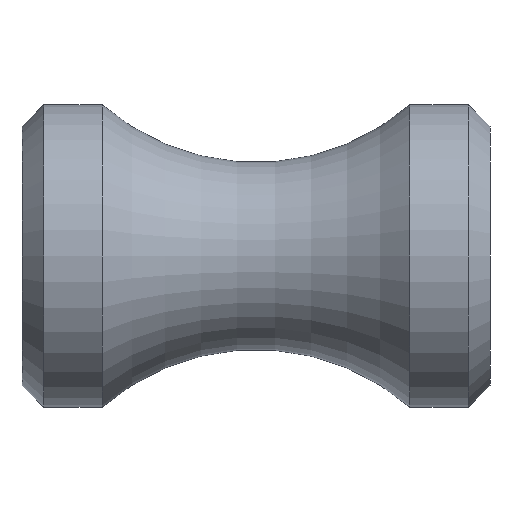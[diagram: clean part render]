
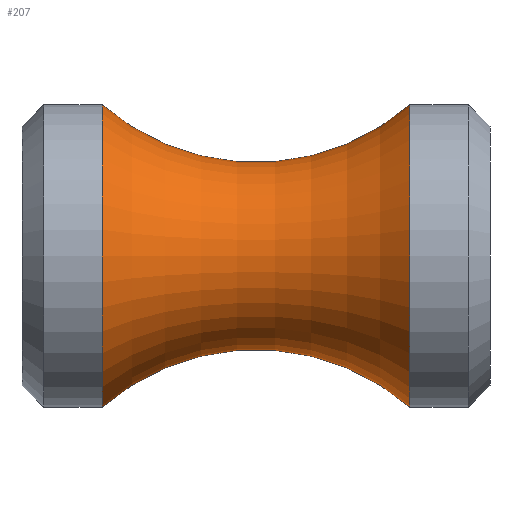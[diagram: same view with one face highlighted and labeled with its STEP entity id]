
A CAD part, left-side view. The second image highlights one B-rep face of the part: STEP entity #207.
In plain terms, the highlighted toroidal (fillet/blend) face has major radius 45.5 mm and minor radius 32.5 mm.
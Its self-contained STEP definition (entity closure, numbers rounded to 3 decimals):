
#15=TOROIDAL_SURFACE('',#260,45.5,32.5);
#42=FACE_OUTER_BOUND('',#60,.T.);
#60=EDGE_LOOP('',(#184,#185,#186,#187,#188,#189));
#88=CIRCLE('',#248,21.);
#89=CIRCLE('',#249,21.);
#91=CIRCLE('',#253,21.);
#92=CIRCLE('',#254,21.);
#95=CIRCLE('',#261,32.5);
#105=VERTEX_POINT('',#367);
#106=VERTEX_POINT('',#368);
#108=VERTEX_POINT('',#377);
#109=VERTEX_POINT('',#379);
#126=EDGE_CURVE('',#105,#106,#88,.T.);
#128=EDGE_CURVE('',#106,#105,#89,.T.);
#132=EDGE_CURVE('',#109,#108,#91,.T.);
#133=EDGE_CURVE('',#108,#109,#92,.T.);
#137=EDGE_CURVE('',#106,#109,#95,.T.);
#184=ORIENTED_EDGE('',*,*,#126,.T.);
#185=ORIENTED_EDGE('',*,*,#137,.T.);
#186=ORIENTED_EDGE('',*,*,#132,.T.);
#187=ORIENTED_EDGE('',*,*,#133,.T.);
#188=ORIENTED_EDGE('',*,*,#137,.F.);
#189=ORIENTED_EDGE('',*,*,#128,.T.);
#207=ADVANCED_FACE('',(#42),#15,.F.);
#248=AXIS2_PLACEMENT_3D('',#369,#303,#304);
#249=AXIS2_PLACEMENT_3D('',#371,#306,#307);
#253=AXIS2_PLACEMENT_3D('',#380,#316,#317);
#254=AXIS2_PLACEMENT_3D('',#381,#318,#319);
#260=AXIS2_PLACEMENT_3D('',#390,#331,#332);
#261=AXIS2_PLACEMENT_3D('',#391,#333,#334);
#303=DIRECTION('center_axis',(0.,-1.,0.));
#304=DIRECTION('ref_axis',(-1.,0.,0.));
#306=DIRECTION('center_axis',(0.,-1.,0.));
#307=DIRECTION('ref_axis',(-1.,0.,0.));
#316=DIRECTION('center_axis',(0.,1.,0.));
#317=DIRECTION('ref_axis',(-1.,0.,0.));
#318=DIRECTION('center_axis',(0.,1.,0.));
#319=DIRECTION('ref_axis',(-1.,0.,0.));
#331=DIRECTION('center_axis',(0.,-1.,0.));
#332=DIRECTION('ref_axis',(0.,0.,-1.));
#333=DIRECTION('center_axis',(-1.,0.,0.));
#334=DIRECTION('ref_axis',(0.,0.,1.));
#367=CARTESIAN_POINT('',(21.,53.854,0.));
#368=CARTESIAN_POINT('',(0.,53.854,21.));
#369=CARTESIAN_POINT('Origin',(0.,53.854,0.));
#371=CARTESIAN_POINT('Origin',(0.,53.854,0.));
#377=CARTESIAN_POINT('',(21.,11.146,0.));
#379=CARTESIAN_POINT('',(0.,11.146,21.));
#380=CARTESIAN_POINT('Origin',(0.,11.146,0.));
#381=CARTESIAN_POINT('Origin',(0.,11.146,0.));
#390=CARTESIAN_POINT('Origin',(0.,32.5,0.));
#391=CARTESIAN_POINT('Origin',(0.,32.5,45.5));
